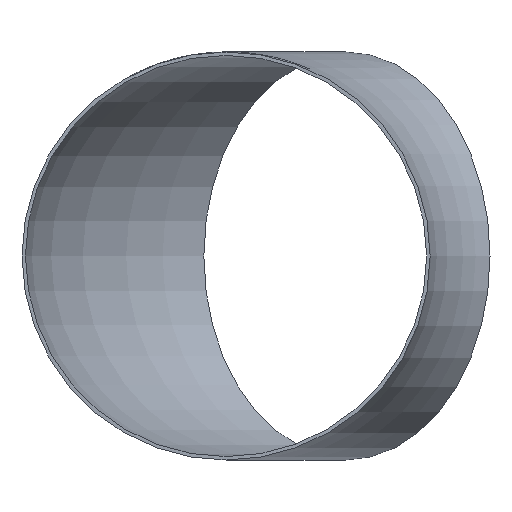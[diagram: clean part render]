
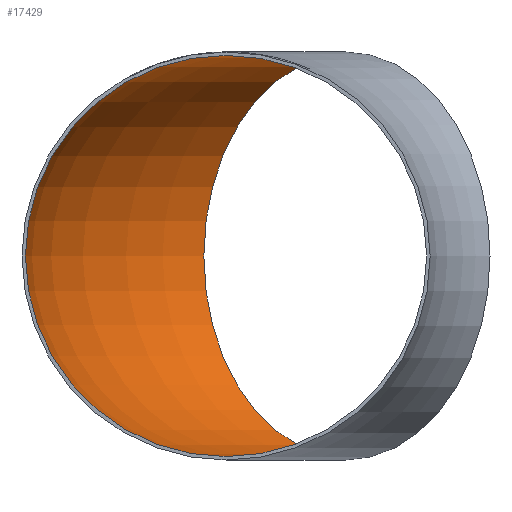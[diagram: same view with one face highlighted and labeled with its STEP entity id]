
A CAD part, front view. The second image highlights one B-rep face of the part: STEP entity #17429.
In plain terms, the highlighted toroidal (fillet/blend) face has major radius 356 mm and minor radius 174.8 mm.
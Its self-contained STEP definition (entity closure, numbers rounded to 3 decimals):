
#215 = EDGE_LOOP ( 'NONE', ( #15515 ) ) ;
#352 = CIRCLE ( 'NONE', #20526, 174.8 ) ;
#5037 = AXIS2_PLACEMENT_3D ( 'NONE', #13602, #22309, #33092 ) ;
#6372 = CARTESIAN_POINT ( 'NONE',  ( -356., 0., 174.8 ) ) ;
#11963 = CARTESIAN_POINT ( 'NONE',  ( -375.332, 375.332, 0. ) ) ;
#12586 = CIRCLE ( 'NONE', #13760, 174.8 ) ;
#12641 = DIRECTION ( 'NONE',  ( 0., 1., 0. ) ) ;
#13602 = CARTESIAN_POINT ( 'NONE',  ( 0., 0., 0. ) ) ;
#13760 = AXIS2_PLACEMENT_3D ( 'NONE', #34911, #12641, #26364 ) ;
#15217 = EDGE_CURVE ( 'NONE', #26961, #26961, #352, .T. ) ;
#15266 = DIRECTION ( 'NONE',  ( -0.707, 0.707, 0. ) ) ;
#15515 = ORIENTED_EDGE ( 'NONE', *, *, #20597, .F. ) ;
#17429 = ADVANCED_FACE ( 'NONE', ( #21953, #33266 ), #21088, .F. ) ;
#20526 = AXIS2_PLACEMENT_3D ( 'NONE', #29720, #21191, #15266 ) ;
#20597 = EDGE_CURVE ( 'NONE', #31827, #31827, #12586, .T. ) ;
#21088 = TOROIDAL_SURFACE ( 'NONE', #5037, 356., 174.8 ) ;
#21191 = DIRECTION ( 'NONE',  ( 0.707, 0.707, 0. ) ) ;
#21953 = FACE_OUTER_BOUND ( 'NONE', #32304, .T. ) ;
#22309 = DIRECTION ( 'NONE',  ( 0., 0., -1. ) ) ;
#26364 = DIRECTION ( 'NONE',  ( 0., 0., 1. ) ) ;
#26961 = VERTEX_POINT ( 'NONE', #11963 ) ;
#29720 = CARTESIAN_POINT ( 'NONE',  ( -251.73, 251.73, 0. ) ) ;
#31827 = VERTEX_POINT ( 'NONE', #6372 ) ;
#32304 = EDGE_LOOP ( 'NONE', ( #34015 ) ) ;
#33092 = DIRECTION ( 'NONE',  ( -1., 0., 0. ) ) ;
#33266 = FACE_OUTER_BOUND ( 'NONE', #215, .T. ) ;
#34015 = ORIENTED_EDGE ( 'NONE', *, *, #15217, .T. ) ;
#34911 = CARTESIAN_POINT ( 'NONE',  ( -356., 0., 0. ) ) ;
